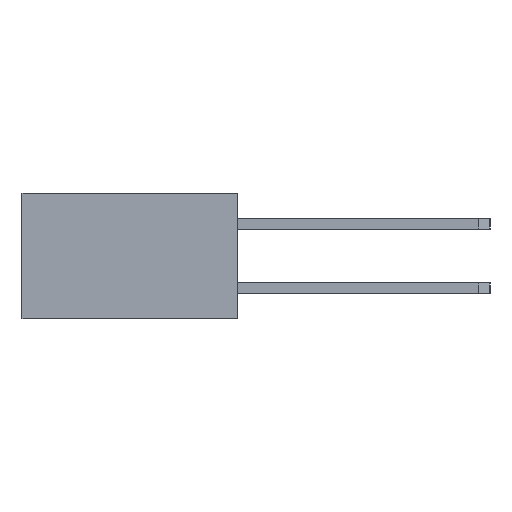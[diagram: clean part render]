
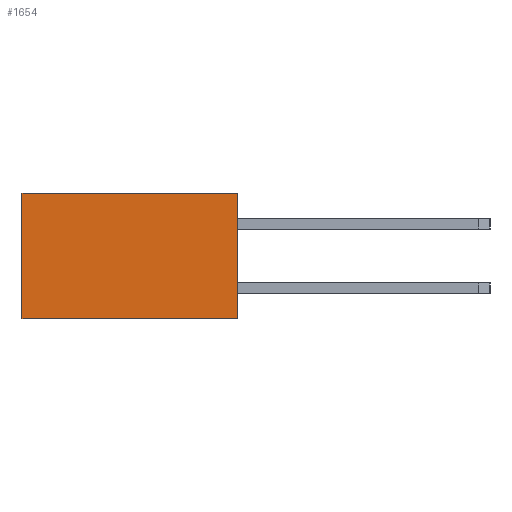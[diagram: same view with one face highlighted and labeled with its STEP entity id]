
A CAD part, left-side view. The second image highlights one B-rep face of the part: STEP entity #1654.
In plain terms, the highlighted planar face has unit normal (-1, 0, 0).
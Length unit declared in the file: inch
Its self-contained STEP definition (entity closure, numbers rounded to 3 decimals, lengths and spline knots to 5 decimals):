
#1654 = ADVANCED_FACE( '', ( #3402 ), #3403, .F. );
#3402 = FACE_OUTER_BOUND( '', #5132, .T. );
#3403 = PLANE( '', #5133 );
#5132 = EDGE_LOOP( '', ( #10170, #10171, #10172, #10173 ) );
#5133 = AXIS2_PLACEMENT_3D( '', #10174, #10175, #10176 );
#10170 = ORIENTED_EDGE( '', *, *, #12033, .T. );
#10171 = ORIENTED_EDGE( '', *, *, #10673, .F. );
#10172 = ORIENTED_EDGE( '', *, *, #11345, .F. );
#10173 = ORIENTED_EDGE( '', *, *, #12072, .T. );
#10174 = CARTESIAN_POINT( '', ( -1.01, 0.335, -0.0975 ) );
#10175 = DIRECTION( '', ( 1., 0., 0. ) );
#10176 = DIRECTION( '', ( 0., 0., -1. ) );
#10673 = EDGE_CURVE( '', #13025, #13027, #13028, .T. );
#11345 = EDGE_CURVE( '', #14115, #13025, #14117, .T. );
#12033 = EDGE_CURVE( '', #14998, #13027, #14999, .T. );
#12072 = EDGE_CURVE( '', #14115, #14998, #15042, .T. );
#13025 = VERTEX_POINT( '', #16377 );
#13027 = VERTEX_POINT( '', #16380 );
#13028 = LINE( '', #16381, #16382 );
#14115 = VERTEX_POINT( '', #18025 );
#14117 = LINE( '', #18028, #18029 );
#14998 = VERTEX_POINT( '', #19372 );
#14999 = LINE( '', #19373, #19374 );
#15042 = LINE( '', #19443, #19444 );
#16377 = CARTESIAN_POINT( '', ( -1.01, 0.335, 0.0975 ) );
#16380 = CARTESIAN_POINT( '', ( -1.01, 0., 0.0975 ) );
#16381 = CARTESIAN_POINT( '', ( -1.01, 0.335, 0.0975 ) );
#16382 = VECTOR( '', #19987, 39.37008 );
#18025 = CARTESIAN_POINT( '', ( -1.01, 0.335, -0.0975 ) );
#18028 = CARTESIAN_POINT( '', ( -1.01, 0.335, -0.0975 ) );
#18029 = VECTOR( '', #20545, 39.37008 );
#19372 = CARTESIAN_POINT( '', ( -1.01, 0., -0.0975 ) );
#19373 = CARTESIAN_POINT( '', ( -1.01, 0., -0.0975 ) );
#19374 = VECTOR( '', #21008, 39.37008 );
#19443 = CARTESIAN_POINT( '', ( -1.01, 0.335, -0.0975 ) );
#19444 = VECTOR( '', #21035, 39.37008 );
#19987 = DIRECTION( '', ( 0., -1., 0. ) );
#20545 = DIRECTION( '', ( 0., 0., 1. ) );
#21008 = DIRECTION( '', ( 0., 0., 1. ) );
#21035 = DIRECTION( '', ( 0., -1., 0. ) );
